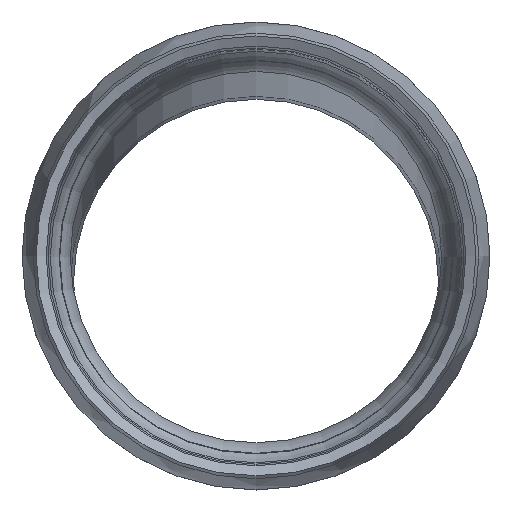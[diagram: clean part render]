
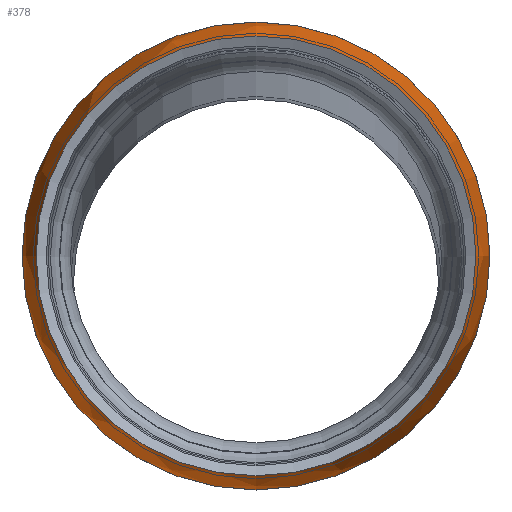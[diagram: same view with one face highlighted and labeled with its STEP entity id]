
A CAD part, top view. The second image highlights one B-rep face of the part: STEP entity #378.
In plain terms, the highlighted free-form (B-spline) face has degree [2, 2] with [3, 9] control points.
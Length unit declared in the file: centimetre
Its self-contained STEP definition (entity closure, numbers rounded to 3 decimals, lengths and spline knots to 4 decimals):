
#22=(
BOUNDED_SURFACE()
B_SPLINE_SURFACE(2,2,((#737,#738,#739,#740,#741,#742,#743,#744,#745),(#746,
#747,#748,#749,#750,#751,#752,#753,#754),(#755,#756,#757,#758,#759,#760,
#761,#762,#763)),.UNSPECIFIED.,.F.,.T.,.F.)
B_SPLINE_SURFACE_WITH_KNOTS((3,3),(3,2,2,2,3),(-0.4444,0.),
(-3.1416,-1.5708,0.,1.5708,3.1416),
 .UNSPECIFIED.)
GEOMETRIC_REPRESENTATION_ITEM()
RATIONAL_B_SPLINE_SURFACE(((1.,0.707,1.,0.707,1.,
0.707,1.,0.707,1.),(0.975,0.69,
0.975,0.69,0.975,0.69,
0.975,0.69,0.975),(1.,0.707,
1.,0.707,1.,0.707,1.,0.707,1.)))
REPRESENTATION_ITEM('')
SURFACE()
);
#68=FACE_OUTER_BOUND('',#90,.T.);
#90=EDGE_LOOP('',(#315,#316,#317,#318,#319,#320));
#129=CIRCLE('',#431,29.6064);
#130=CIRCLE('',#432,29.6064);
#131=CIRCLE('',#433,31.5);
#132=CIRCLE('',#434,31.5);
#133=CIRCLE('',#435,19.5);
#170=VERTEX_POINT('',#732);
#171=VERTEX_POINT('',#734);
#172=VERTEX_POINT('',#764);
#173=VERTEX_POINT('',#765);
#220=EDGE_CURVE('',#171,#170,#129,.T.);
#221=EDGE_CURVE('',#170,#171,#130,.T.);
#222=EDGE_CURVE('',#172,#173,#131,.T.);
#223=EDGE_CURVE('',#173,#172,#132,.T.);
#224=EDGE_CURVE('',#173,#171,#133,.T.);
#315=ORIENTED_EDGE('',*,*,#222,.F.);
#316=ORIENTED_EDGE('',*,*,#223,.F.);
#317=ORIENTED_EDGE('',*,*,#224,.T.);
#318=ORIENTED_EDGE('',*,*,#220,.T.);
#319=ORIENTED_EDGE('',*,*,#221,.T.);
#320=ORIENTED_EDGE('',*,*,#224,.F.);
#378=ADVANCED_FACE('',(#68),#22,.F.);
#431=AXIS2_PLACEMENT_3D('',#735,#551,#552);
#432=AXIS2_PLACEMENT_3D('',#736,#553,#554);
#433=AXIS2_PLACEMENT_3D('',#766,#555,#556);
#434=AXIS2_PLACEMENT_3D('',#767,#557,#558);
#435=AXIS2_PLACEMENT_3D('',#768,#559,#560);
#551=DIRECTION('center_axis',(0.,0.,-1.));
#552=DIRECTION('ref_axis',(-1.,0.,0.));
#553=DIRECTION('center_axis',(0.,0.,-1.));
#554=DIRECTION('ref_axis',(-1.,0.,0.));
#555=DIRECTION('center_axis',(0.,0.,-1.));
#556=DIRECTION('ref_axis',(-1.,0.,0.));
#557=DIRECTION('center_axis',(0.,0.,-1.));
#558=DIRECTION('ref_axis',(-1.,0.,0.));
#559=DIRECTION('center_axis',(0.,-1.,0.));
#560=DIRECTION('ref_axis',(1.,0.,0.));
#732=CARTESIAN_POINT('',(0.,-29.6064,2000.));
#734=CARTESIAN_POINT('',(29.6064,0.,2000.));
#735=CARTESIAN_POINT('Origin',(0.,0.,2000.));
#736=CARTESIAN_POINT('Origin',(0.,0.,2000.));
#737=CARTESIAN_POINT('Ctrl Pts',(29.6064,0.,2000.));
#738=CARTESIAN_POINT('Ctrl Pts',(29.6064,-29.6064,2000.));
#739=CARTESIAN_POINT('Ctrl Pts',(0.,-29.6064,2000.));
#740=CARTESIAN_POINT('Ctrl Pts',(-29.6064,-29.6064,2000.));
#741=CARTESIAN_POINT('Ctrl Pts',(-29.6064,0.,2000.));
#742=CARTESIAN_POINT('Ctrl Pts',(-29.6064,29.6064,2000.));
#743=CARTESIAN_POINT('Ctrl Pts',(0.,29.6064,2000.));
#744=CARTESIAN_POINT('Ctrl Pts',(29.6064,29.6064,2000.));
#745=CARTESIAN_POINT('Ctrl Pts',(29.6064,0.,2000.));
#746=CARTESIAN_POINT('Ctrl Pts',(31.5,0.,1996.0226));
#747=CARTESIAN_POINT('Ctrl Pts',(31.5,-31.5,1996.0226));
#748=CARTESIAN_POINT('Ctrl Pts',(0.,-31.5,1996.0226));
#749=CARTESIAN_POINT('Ctrl Pts',(-31.5,-31.5,1996.0226));
#750=CARTESIAN_POINT('Ctrl Pts',(-31.5,0.,1996.0226));
#751=CARTESIAN_POINT('Ctrl Pts',(-31.5,31.5,1996.0226));
#752=CARTESIAN_POINT('Ctrl Pts',(0.,31.5,1996.0226));
#753=CARTESIAN_POINT('Ctrl Pts',(31.5,31.5,1996.0226));
#754=CARTESIAN_POINT('Ctrl Pts',(31.5,0.,1996.0226));
#755=CARTESIAN_POINT('Ctrl Pts',(31.5,0.,1991.6175));
#756=CARTESIAN_POINT('Ctrl Pts',(31.5,-31.5,1991.6175));
#757=CARTESIAN_POINT('Ctrl Pts',(0.,-31.5,1991.6175));
#758=CARTESIAN_POINT('Ctrl Pts',(-31.5,-31.5,1991.6175));
#759=CARTESIAN_POINT('Ctrl Pts',(-31.5,0.,1991.6175));
#760=CARTESIAN_POINT('Ctrl Pts',(-31.5,31.5,1991.6175));
#761=CARTESIAN_POINT('Ctrl Pts',(0.,31.5,1991.6175));
#762=CARTESIAN_POINT('Ctrl Pts',(31.5,31.5,1991.6175));
#763=CARTESIAN_POINT('Ctrl Pts',(31.5,0.,1991.6175));
#764=CARTESIAN_POINT('',(0.,-31.5,1991.6175));
#765=CARTESIAN_POINT('',(31.5,0.,1991.6175));
#766=CARTESIAN_POINT('Origin',(0.,0.,1991.6175));
#767=CARTESIAN_POINT('Origin',(0.,0.,1991.6175));
#768=CARTESIAN_POINT('Origin',(12.,0.,1991.6175));
